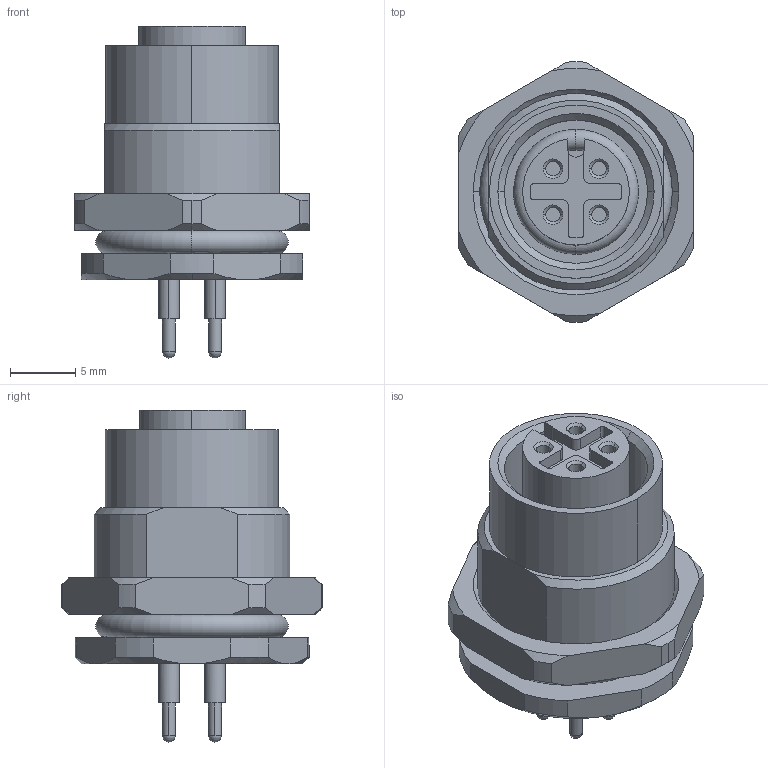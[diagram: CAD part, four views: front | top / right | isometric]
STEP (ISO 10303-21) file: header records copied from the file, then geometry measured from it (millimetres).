
FILE_DESCRIPTION (( 'STEP AP214' ), '1' );
FILE_NAME ('CUI_DEVICES_CDM1204-04A-FP-F9-67.step', '2022-05-24T19:55:00', ( '' ), ( '' ), 'SwSTEP 2.0', 'SolidWorks 2022', '' );
FILE_SCHEMA (( 'AUTOMOTIVE_DESIGN' ));
Length unit declared in the file: inch
Products named in the file (3): CDM1204 HOUSING; PINS_FEMALE_4P; CUI_DEVICES_CDM1204-04A-FP-F9-67
Assembly tree (2 placements, depth 2):
  CUI_DEVICES_CDM1204-04A-FP-F9-67
    CDM1204 HOUSING
    PINS_FEMALE_4P
Bounding box: 18 x 20 x 25.5 mm (x, y, z)
Volume: 2999.7 mm3; surface area: 3123.5 mm2
Topology: 2 solids, 2 shells, 158 faces, 417 edges, 271 vertices
Faces by surface type: cylinder 63, plane 48, cone 38, torus 4, sphere 4, bspline 1
Entity records: 5787 total; most frequent: CARTESIAN_POINT 1465, ORIENTED_EDGE 810, DIRECTION 805, EDGE_CURVE 405, AXIS2_PLACEMENT_3D 322, VERTEX_POINT 263, EDGE_LOOP 178, LINE 161
